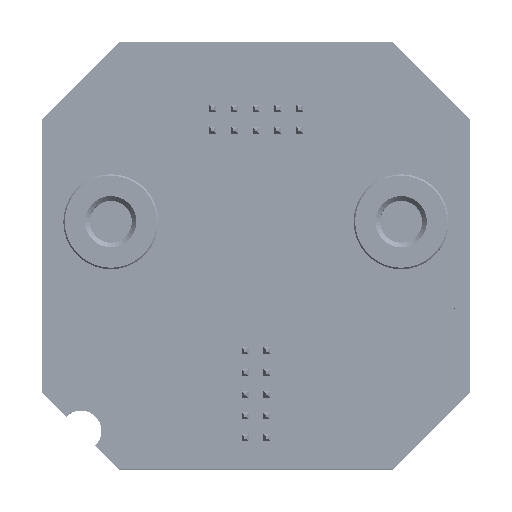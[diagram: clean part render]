
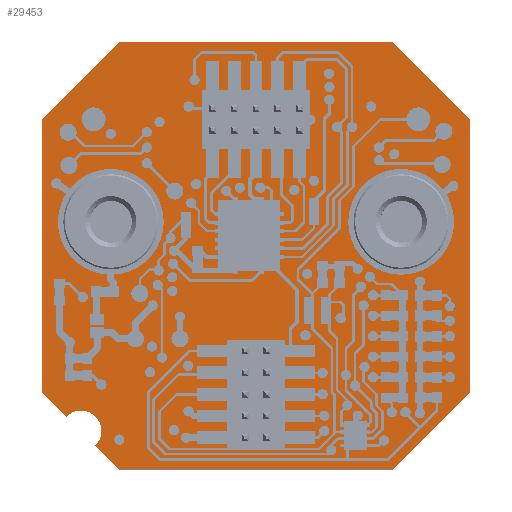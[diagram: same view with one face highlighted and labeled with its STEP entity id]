
A CAD part, top view. The second image highlights one B-rep face of the part: STEP entity #29453.
In plain terms, the highlighted planar face has unit normal (0, 0, 1).
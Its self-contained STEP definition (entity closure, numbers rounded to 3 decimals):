
#450=FACE_BOUND('',#51784,.T.);
#451=FACE_BOUND('',#51785,.T.);
#452=FACE_BOUND('',#51786,.T.);
#453=FACE_BOUND('',#51787,.T.);
#454=FACE_BOUND('',#51788,.T.);
#4251=CIRCLE('',#146109,1.2);
#4253=CIRCLE('',#146121,0.35);
#4255=CIRCLE('',#146124,0.35);
#4257=CIRCLE('',#146127,2.11);
#4258=CIRCLE('',#146129,2.11);
#29453=ADVANCED_FACE('',(#450,#451,#452,#453,#454),#36749,.T.);
#36749=PLANE('',#146130);
#51784=EDGE_LOOP('',(#71136));
#51785=EDGE_LOOP('',(#71137));
#51786=EDGE_LOOP('',(#71138));
#51787=EDGE_LOOP('',(#71139));
#51788=EDGE_LOOP('',(#71140,#71141,#71142,#71143,#71144,#71145,#71146,#71147,
#71148,#71149));
#71136=ORIENTED_EDGE('',*,*,#106935,.T.);
#71137=ORIENTED_EDGE('',*,*,#106934,.T.);
#71138=ORIENTED_EDGE('',*,*,#106932,.T.);
#71139=ORIENTED_EDGE('',*,*,#106930,.T.);
#71140=ORIENTED_EDGE('',*,*,#106928,.F.);
#71141=ORIENTED_EDGE('',*,*,#106901,.F.);
#71142=ORIENTED_EDGE('',*,*,#106905,.F.);
#71143=ORIENTED_EDGE('',*,*,#106908,.F.);
#71144=ORIENTED_EDGE('',*,*,#106911,.F.);
#71145=ORIENTED_EDGE('',*,*,#106914,.F.);
#71146=ORIENTED_EDGE('',*,*,#106917,.F.);
#71147=ORIENTED_EDGE('',*,*,#106920,.F.);
#71148=ORIENTED_EDGE('',*,*,#106923,.F.);
#71149=ORIENTED_EDGE('',*,*,#106926,.F.);
#93606=VERTEX_POINT('',#204414);
#93607=VERTEX_POINT('',#204416);
#93609=VERTEX_POINT('',#204422);
#93611=VERTEX_POINT('',#204428);
#93613=VERTEX_POINT('',#204434);
#93615=VERTEX_POINT('',#204440);
#93617=VERTEX_POINT('',#204446);
#93619=VERTEX_POINT('',#204452);
#93621=VERTEX_POINT('',#204458);
#93623=VERTEX_POINT('',#204464);
#93625=VERTEX_POINT('',#204473);
#93627=VERTEX_POINT('',#204478);
#93629=VERTEX_POINT('',#204483);
#93630=VERTEX_POINT('',#204486);
#106901=EDGE_CURVE('',#93606,#93607,#4251,.T.);
#106905=EDGE_CURVE('',#93609,#93606,#121390,.T.);
#106908=EDGE_CURVE('',#93611,#93609,#121393,.T.);
#106911=EDGE_CURVE('',#93613,#93611,#121396,.T.);
#106914=EDGE_CURVE('',#93615,#93613,#121399,.T.);
#106917=EDGE_CURVE('',#93617,#93615,#121402,.T.);
#106920=EDGE_CURVE('',#93619,#93617,#121405,.T.);
#106923=EDGE_CURVE('',#93621,#93619,#121408,.T.);
#106926=EDGE_CURVE('',#93623,#93621,#121411,.T.);
#106928=EDGE_CURVE('',#93607,#93623,#121413,.T.);
#106930=EDGE_CURVE('',#93625,#93625,#4253,.T.);
#106932=EDGE_CURVE('',#93627,#93627,#4255,.T.);
#106934=EDGE_CURVE('',#93629,#93629,#4257,.T.);
#106935=EDGE_CURVE('',#93630,#93630,#4258,.T.);
#121390=LINE('',#204423,#133931);
#121393=LINE('',#204429,#133934);
#121396=LINE('',#204435,#133937);
#121399=LINE('',#204441,#133940);
#121402=LINE('',#204447,#133943);
#121405=LINE('',#204453,#133946);
#121408=LINE('',#204459,#133949);
#121411=LINE('',#204465,#133952);
#121413=LINE('',#204468,#133954);
#133931=VECTOR('',#168880,1.);
#133934=VECTOR('',#168885,1.);
#133937=VECTOR('',#168890,1.);
#133940=VECTOR('',#168895,1.);
#133943=VECTOR('',#168900,1.);
#133946=VECTOR('',#168905,1.);
#133949=VECTOR('',#168910,1.);
#133952=VECTOR('',#168915,1.);
#133954=VECTOR('',#168919,1.);
#146109=AXIS2_PLACEMENT_3D('',#204415,#168873,#168874);
#146121=AXIS2_PLACEMENT_3D('',#204472,#168924,#168925);
#146124=AXIS2_PLACEMENT_3D('',#204477,#168930,#168931);
#146127=AXIS2_PLACEMENT_3D('',#204482,#168936,#168937);
#146129=AXIS2_PLACEMENT_3D('',#204485,#168940,#168941);
#146130=AXIS2_PLACEMENT_3D('',#204487,#168942,#168943);
#168873=DIRECTION('',(0.,0.,1.));
#168874=DIRECTION('',(0.707,0.707,0.));
#168880=DIRECTION('',(-0.707,0.707,0.));
#168885=DIRECTION('',(-1.,0.,0.));
#168890=DIRECTION('',(-0.707,-0.707,0.));
#168895=DIRECTION('',(0.,-1.,0.));
#168900=DIRECTION('',(0.707,-0.707,0.));
#168905=DIRECTION('',(1.,0.,0.));
#168910=DIRECTION('',(0.707,0.707,0.));
#168915=DIRECTION('',(0.,1.,0.));
#168919=DIRECTION('',(-0.707,0.707,0.));
#168924=DIRECTION('',(0.,0.,-1.));
#168925=DIRECTION('',(0.,-1.,0.));
#168930=DIRECTION('',(0.,0.,-1.));
#168931=DIRECTION('',(0.,-1.,0.));
#168936=DIRECTION('',(0.,0.,-1.));
#168937=DIRECTION('',(1.,0.,0.));
#168940=DIRECTION('',(0.,0.,-1.));
#168941=DIRECTION('',(1.,0.,0.));
#168942=DIRECTION('',(0.,0.,1.));
#168943=DIRECTION('',(-1.,0.,0.));
#204414=CARTESIAN_POINT('',(3.099,1.401,0.543));
#204415=CARTESIAN_POINT('',(2.25,2.25,0.543));
#204416=CARTESIAN_POINT('',(1.401,3.099,0.543));
#204422=CARTESIAN_POINT('',(4.5,0.,0.543));
#204423=CARTESIAN_POINT('',(4.5,0.,0.543));
#204428=CARTESIAN_POINT('',(20.5,0.,0.543));
#204429=CARTESIAN_POINT('',(20.5,0.,0.543));
#204434=CARTESIAN_POINT('',(25.,4.5,0.543));
#204435=CARTESIAN_POINT('',(25.,4.5,0.543));
#204440=CARTESIAN_POINT('',(25.,20.5,0.543));
#204441=CARTESIAN_POINT('',(25.,20.5,0.543));
#204446=CARTESIAN_POINT('',(20.5,25.,0.543));
#204447=CARTESIAN_POINT('',(20.5,25.,0.543));
#204452=CARTESIAN_POINT('',(4.5,25.,0.543));
#204453=CARTESIAN_POINT('',(4.5,25.,0.543));
#204458=CARTESIAN_POINT('',(0.,20.5,0.543));
#204459=CARTESIAN_POINT('',(0.,20.5,0.543));
#204464=CARTESIAN_POINT('',(0.,4.5,0.543));
#204465=CARTESIAN_POINT('',(0.,4.5,0.543));
#204468=CARTESIAN_POINT('',(1.401,3.099,0.543));
#204472=CARTESIAN_POINT('',(3.,20.5,0.543));
#204473=CARTESIAN_POINT('',(3.,20.85,0.543));
#204477=CARTESIAN_POINT('',(22.,20.5,0.543));
#204478=CARTESIAN_POINT('',(22.,20.85,0.543));
#204482=CARTESIAN_POINT('',(21.,14.5,0.543));
#204483=CARTESIAN_POINT('',(18.89,14.5,0.543));
#204485=CARTESIAN_POINT('',(4.,14.5,0.543));
#204486=CARTESIAN_POINT('',(1.89,14.5,0.543));
#204487=CARTESIAN_POINT('',(12.366,12.366,0.543));
